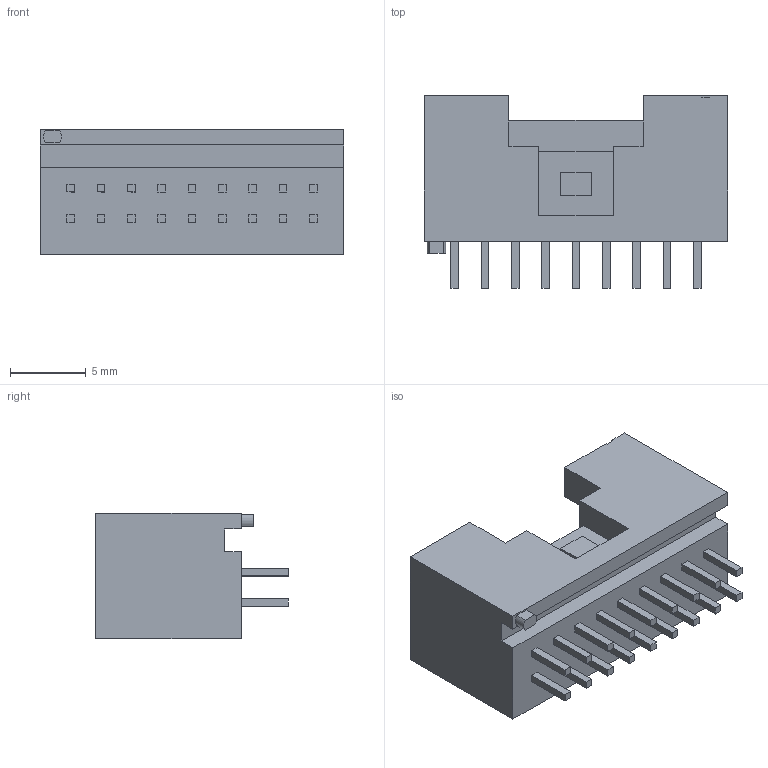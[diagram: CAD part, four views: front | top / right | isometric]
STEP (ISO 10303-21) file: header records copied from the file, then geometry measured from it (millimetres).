
FILE_DESCRIPTION (( 'STEP AP214' ), '1' );
FILE_NAME ('B18B-PUDSS-1.STEP', '2015-03-16T07:29:58', ( '' ), ( '' ), 'SwSTEP 2.0', 'SolidWorks 2009', '' );
FILE_SCHEMA (( 'AUTOMOTIVE_DESIGN' ));
Length unit declared in the file: millimetre
Products named in the file (1): B18B-PUDSS-1
Bounding box: 20 x 12.7 x 8.3 mm (x, y, z)
Volume: 647.7 mm3; surface area: 1549.7 mm2
Topology: 1 solids, 1 shells, 240 faces, 600 edges, 400 vertices
Faces by surface type: plane 238, cylinder 2
Entity records: 9022 total; most frequent: CARTESIAN_POINT 1241, ORIENTED_EDGE 1200, DIRECTION 1086, EDGE_CURVE 600, VECTOR 596, LINE 596, VERTEX_POINT 400, EDGE_LOOP 278
